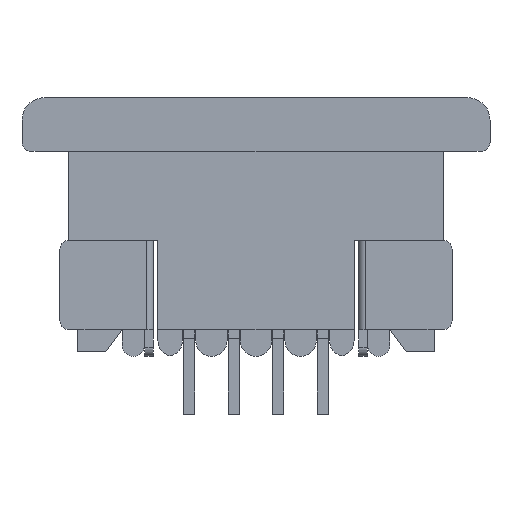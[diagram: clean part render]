
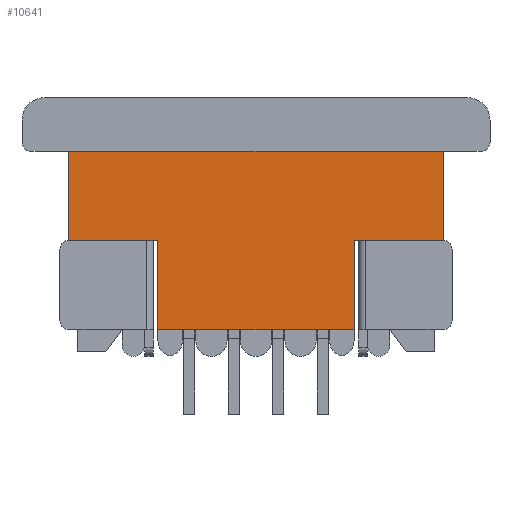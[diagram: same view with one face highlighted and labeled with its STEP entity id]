
A CAD part, front view. The second image highlights one B-rep face of the part: STEP entity #10641.
In plain terms, the highlighted planar face has unit normal (0, -1, 0).
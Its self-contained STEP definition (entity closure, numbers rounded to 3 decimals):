
#320 = LINE ( 'NONE', #11300, #9812 ) ;
#451 = LINE ( 'NONE', #6559, #886 ) ;
#480 = DIRECTION ( 'NONE',  ( 0., 1., 0. ) ) ;
#886 = VECTOR ( 'NONE', #11127, 1000. ) ;
#930 = AXIS2_PLACEMENT_3D ( 'NONE', #3207, #480, #1430 ) ;
#1239 = LINE ( 'NONE', #11087, #9724 ) ;
#1243 = ORIENTED_EDGE ( 'NONE', *, *, #11393, .T. ) ;
#1251 = VECTOR ( 'NONE', #8434, 1000. ) ;
#1430 = DIRECTION ( 'NONE',  ( 0., 0., 1. ) ) ;
#1488 = EDGE_CURVE ( 'NONE', #5094, #2337, #320, .T. ) ;
#1560 = VECTOR ( 'NONE', #11555, 1000. ) ;
#1913 = VECTOR ( 'NONE', #2611, 1000. ) ;
#2144 = EDGE_CURVE ( 'NONE', #8684, #4841, #1239, .T. ) ;
#2225 = EDGE_CURVE ( 'NONE', #10877, #9315, #4791, .T. ) ;
#2337 = VERTEX_POINT ( 'NONE', #7415 ) ;
#2611 = DIRECTION ( 'NONE',  ( 1., 0., 0. ) ) ;
#2899 = ORIENTED_EDGE ( 'NONE', *, *, #4488, .T. ) ;
#2952 = LINE ( 'NONE', #6516, #1251 ) ;
#3191 = DIRECTION ( 'NONE',  ( -1., 0., 0. ) ) ;
#3207 = CARTESIAN_POINT ( 'NONE',  ( 3.8, -1.35, 5.8 ) ) ;
#3504 = CARTESIAN_POINT ( 'NONE',  ( 3.8, -1.35, 2.6 ) ) ;
#4022 = DIRECTION ( 'NONE',  ( 0., 0., -1. ) ) ;
#4095 = PLANE ( 'NONE',  #930 ) ;
#4488 = EDGE_CURVE ( 'NONE', #9315, #11545, #7865, .T. ) ;
#4724 = CARTESIAN_POINT ( 'NONE',  ( 3.8, -1.35, 5.8 ) ) ;
#4791 = LINE ( 'NONE', #4724, #10653 ) ;
#4841 = VERTEX_POINT ( 'NONE', #5999 ) ;
#4884 = DIRECTION ( 'NONE',  ( 1., 0., 0. ) ) ;
#4907 = CARTESIAN_POINT ( 'NONE',  ( 10.2, -1.35, 2.6 ) ) ;
#4926 = FACE_OUTER_BOUND ( 'NONE', #6340, .T. ) ;
#5094 = VERTEX_POINT ( 'NONE', #4907 ) ;
#5193 = ORIENTED_EDGE ( 'NONE', *, *, #2144, .F. ) ;
#5245 = EDGE_CURVE ( 'NONE', #10927, #2337, #6050, .T. ) ;
#5685 = VECTOR ( 'NONE', #6278, 1000. ) ;
#5912 = CARTESIAN_POINT ( 'NONE',  ( 5.8, -1.35, 2.6 ) ) ;
#5999 = CARTESIAN_POINT ( 'NONE',  ( 5.8, -1.35, 0.6 ) ) ;
#6050 = LINE ( 'NONE', #7104, #1560 ) ;
#6104 = CARTESIAN_POINT ( 'NONE',  ( 10.2, -1.35, 0.6 ) ) ;
#6278 = DIRECTION ( 'NONE',  ( 0., 0., 1. ) ) ;
#6340 = EDGE_LOOP ( 'NONE', ( #5193, #1243, #10079, #6859, #8066, #8347, #2899, #11401 ) ) ;
#6516 = CARTESIAN_POINT ( 'NONE',  ( 5.475, -1.35, 4.6 ) ) ;
#6559 = CARTESIAN_POINT ( 'NONE',  ( 5.8, -1.35, 5.8 ) ) ;
#6859 = ORIENTED_EDGE ( 'NONE', *, *, #5245, .F. ) ;
#7104 = CARTESIAN_POINT ( 'NONE',  ( 12.2, -1.35, 5.8 ) ) ;
#7415 = CARTESIAN_POINT ( 'NONE',  ( 12.2, -1.35, 2.6 ) ) ;
#7416 = EDGE_CURVE ( 'NONE', #10877, #10927, #2952, .T. ) ;
#7853 = CARTESIAN_POINT ( 'NONE',  ( 3.8, -1.35, 4.6 ) ) ;
#7865 = LINE ( 'NONE', #3504, #1913 ) ;
#8066 = ORIENTED_EDGE ( 'NONE', *, *, #7416, .F. ) ;
#8247 = CARTESIAN_POINT ( 'NONE',  ( 10.2, -1.35, 5.8 ) ) ;
#8347 = ORIENTED_EDGE ( 'NONE', *, *, #2225, .T. ) ;
#8434 = DIRECTION ( 'NONE',  ( 1., 0., 0. ) ) ;
#8684 = VERTEX_POINT ( 'NONE', #6104 ) ;
#8882 = EDGE_CURVE ( 'NONE', #11545, #4841, #451, .T. ) ;
#9196 = LINE ( 'NONE', #8247, #5685 ) ;
#9315 = VERTEX_POINT ( 'NONE', #11055 ) ;
#9724 = VECTOR ( 'NONE', #3191, 1000. ) ;
#9812 = VECTOR ( 'NONE', #4884, 1000. ) ;
#10079 = ORIENTED_EDGE ( 'NONE', *, *, #1488, .T. ) ;
#10641 = ADVANCED_FACE ( 'NONE', ( #4926 ), #4095, .F. ) ;
#10653 = VECTOR ( 'NONE', #4022, 1000. ) ;
#10857 = CARTESIAN_POINT ( 'NONE',  ( 12.2, -1.35, 4.6 ) ) ;
#10877 = VERTEX_POINT ( 'NONE', #7853 ) ;
#10927 = VERTEX_POINT ( 'NONE', #10857 ) ;
#11055 = CARTESIAN_POINT ( 'NONE',  ( 3.8, -1.35, 2.6 ) ) ;
#11087 = CARTESIAN_POINT ( 'NONE',  ( 29.8, -1.35, 0.6 ) ) ;
#11127 = DIRECTION ( 'NONE',  ( 0., 0., -1. ) ) ;
#11300 = CARTESIAN_POINT ( 'NONE',  ( -12.2, -1.35, 2.6 ) ) ;
#11393 = EDGE_CURVE ( 'NONE', #8684, #5094, #9196, .T. ) ;
#11401 = ORIENTED_EDGE ( 'NONE', *, *, #8882, .T. ) ;
#11545 = VERTEX_POINT ( 'NONE', #5912 ) ;
#11555 = DIRECTION ( 'NONE',  ( 0., 0., -1. ) ) ;
